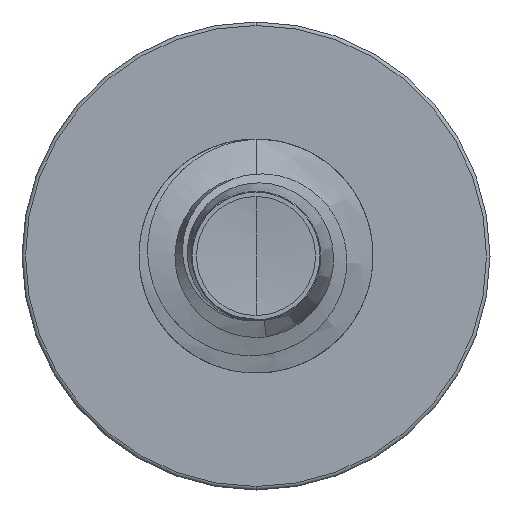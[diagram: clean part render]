
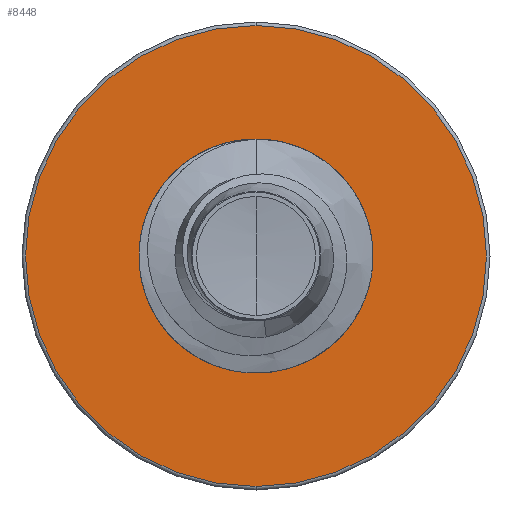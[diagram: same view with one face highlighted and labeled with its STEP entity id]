
A CAD part, front view. The second image highlights one B-rep face of the part: STEP entity #8448.
In plain terms, the highlighted planar face has unit normal (0, -1, 0).
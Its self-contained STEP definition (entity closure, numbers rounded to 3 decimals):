
#94 = EDGE_LOOP ( 'NONE', ( #6313, #3415 ) ) ;
#518 = ORIENTED_EDGE ( 'NONE', *, *, #13334, .T. ) ;
#884 = PLANE ( 'NONE',  #9161 ) ;
#1090 = CARTESIAN_POINT ( 'NONE',  ( 0., 5., -1.379 ) ) ;
#1207 = CARTESIAN_POINT ( 'NONE',  ( 0., 5., 0. ) ) ;
#2050 = CARTESIAN_POINT ( 'NONE',  ( 0., 5., 0. ) ) ;
#2130 = DIRECTION ( 'NONE',  ( 0., 0., 1. ) ) ;
#2463 = DIRECTION ( 'NONE',  ( 0., 0., 1. ) ) ;
#3297 = DIRECTION ( 'NONE',  ( 0., 0., 1. ) ) ;
#3369 = VERTEX_POINT ( 'NONE', #9166 ) ;
#3415 = ORIENTED_EDGE ( 'NONE', *, *, #14322, .F. ) ;
#3579 = VERTEX_POINT ( 'NONE', #7995 ) ;
#3650 = CARTESIAN_POINT ( 'NONE',  ( 0., 5., 0. ) ) ;
#4152 = VERTEX_POINT ( 'NONE', #7632 ) ;
#4757 = AXIS2_PLACEMENT_3D ( 'NONE', #2050, #10450, #3297 ) ;
#4853 = DIRECTION ( 'NONE',  ( 0., 0., 1. ) ) ;
#4899 = AXIS2_PLACEMENT_3D ( 'NONE', #13120, #6374, #14220 ) ;
#6128 = AXIS2_PLACEMENT_3D ( 'NONE', #1207, #9685, #2463 ) ;
#6152 = AXIS2_PLACEMENT_3D ( 'NONE', #3650, #11857, #4853 ) ;
#6313 = ORIENTED_EDGE ( 'NONE', *, *, #14499, .F. ) ;
#6374 = DIRECTION ( 'NONE',  ( 0., 1., 0. ) ) ;
#6393 = CIRCLE ( 'NONE', #4899, 1.379 ) ;
#7037 = CARTESIAN_POINT ( 'NONE',  ( 0., 5., -0.693 ) ) ;
#7372 = FACE_OUTER_BOUND ( 'NONE', #94, .T. ) ;
#7632 = CARTESIAN_POINT ( 'NONE',  ( 0., 5., -0.693 ) ) ;
#7995 = CARTESIAN_POINT ( 'NONE',  ( 0., 5., 0.693 ) ) ;
#8448 = ADVANCED_FACE ( 'NONE', ( #7372, #10074 ), #884, .F. ) ;
#9161 = AXIS2_PLACEMENT_3D ( 'NONE', #7037, #13709, #2130 ) ;
#9166 = CARTESIAN_POINT ( 'NONE',  ( 0., 5., 1.379 ) ) ;
#9194 = CIRCLE ( 'NONE', #4757, 1.379 ) ;
#9365 = CIRCLE ( 'NONE', #6128, 0.693 ) ;
#9685 = DIRECTION ( 'NONE',  ( 0., 1., 0. ) ) ;
#10074 = FACE_BOUND ( 'NONE', #12983, .T. ) ;
#10450 = DIRECTION ( 'NONE',  ( 0., 1., 0. ) ) ;
#11742 = VERTEX_POINT ( 'NONE', #1090 ) ;
#11857 = DIRECTION ( 'NONE',  ( 0., 1., 0. ) ) ;
#12258 = CIRCLE ( 'NONE', #6152, 0.693 ) ;
#12983 = EDGE_LOOP ( 'NONE', ( #518, #13019 ) ) ;
#13019 = ORIENTED_EDGE ( 'NONE', *, *, #13255, .T. ) ;
#13120 = CARTESIAN_POINT ( 'NONE',  ( 0., 5., 0. ) ) ;
#13255 = EDGE_CURVE ( 'NONE', #4152, #3579, #12258, .T. ) ;
#13334 = EDGE_CURVE ( 'NONE', #3579, #4152, #9365, .T. ) ;
#13709 = DIRECTION ( 'NONE',  ( 0., 1., 0. ) ) ;
#14220 = DIRECTION ( 'NONE',  ( 0., 0., 1. ) ) ;
#14322 = EDGE_CURVE ( 'NONE', #11742, #3369, #6393, .T. ) ;
#14499 = EDGE_CURVE ( 'NONE', #3369, #11742, #9194, .T. ) ;
